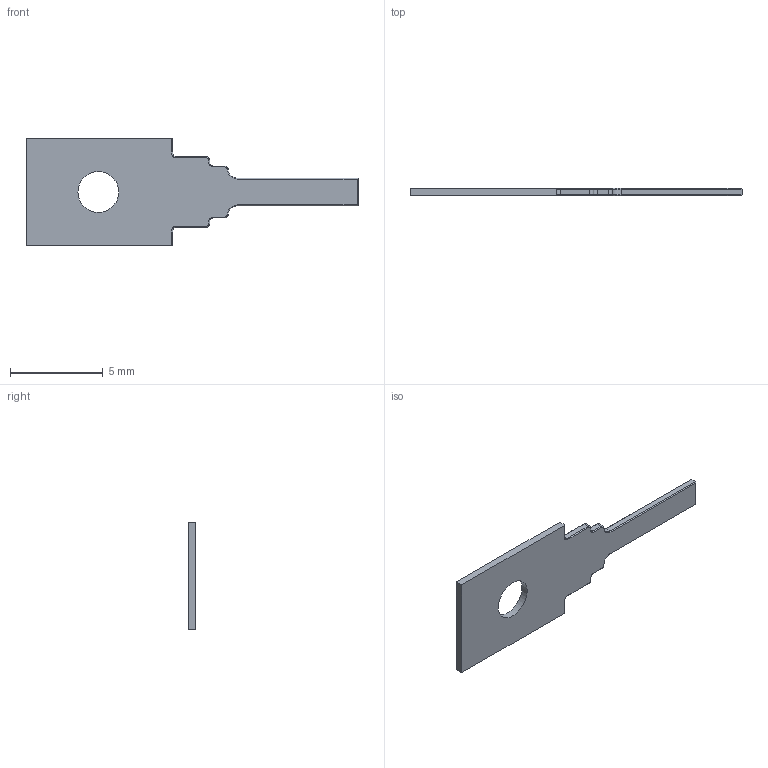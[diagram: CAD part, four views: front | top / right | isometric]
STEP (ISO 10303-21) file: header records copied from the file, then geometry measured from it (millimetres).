
FILE_DESCRIPTION(/* description */ (''),/* implementation_level */ '2;1');
FILE_NAME(/* name */ 'CodeFR - Prototype.step',/* time_stamp */ '2022-01-09T15:25:56+01:00',/* author */ (''),/* organization */ (''),/* preprocessor_version */ 'ST-DEVELOPER v18.1',/* originating_system */ 'Autodesk Translation Framework v10.10.0.1391',/* authorisation */ '');
FILE_SCHEMA (('AUTOMOTIVE_DESIGN { 1 0 10303 214 3 1 1 }'));
Length unit declared in the file: millimetre
Products named in the file (1): Metal Extractor
Bounding box: 17.9 x 0.4 x 5.8 mm (x, y, z)
Volume: 25.1 mm3; surface area: 145.9 mm2
Topology: 1 solids, 1 shells, 69 faces, 161 edges, 94 vertices
Faces by surface type: plane 38, cone 20, cylinder 11
Full cylindrical faces by diameter (mm): 2.2 x1
Entity records: 1954 total; most frequent: DIRECTION 343, CARTESIAN_POINT 325, ORIENTED_EDGE 322, EDGE_CURVE 161, LINE 119, VECTOR 119, AXIS2_PLACEMENT_3D 112, VERTEX_POINT 94
